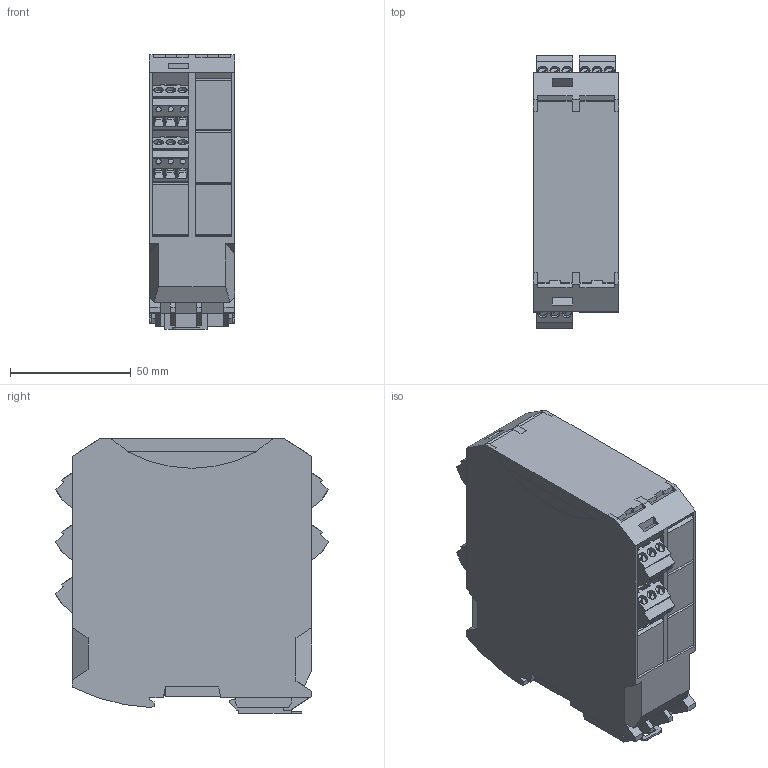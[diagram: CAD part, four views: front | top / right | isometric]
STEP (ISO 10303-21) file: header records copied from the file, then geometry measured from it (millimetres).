
FILE_DESCRIPTION(('Creo Elements/Direct Modeling STEP Export'),'2;1');
FILE_NAME('model.stp','2020-09-18T11:05:38',(''),(''),'Creo Elements/Direct Modeling STEP processor for AP214 (Solid Model)','Creo Elements/Direct Modeling 20.1A 29-Sep-2018 (C) Parametric Technology GmbH','');
FILE_SCHEMA(('AUTOMOTIVE_DESIGN { 1 0 10303 214 1 1 1 1 }'));
Length unit declared in the file: millimetre
Products named in the file (7): MACX-MCR-35_SC-SOCKEL-select; ME_MAX_B-17.5_GY7042-select.1; MSTBTP_2.5__3_GY7035-select.1; ME_MAX_TBUS_BS_GY7042-select.1; MSTBTP-2.5_3_BU-select.1; MSTBTP_2.5__3_BUGY-select; MACX_MCR-35-EX-SC-Group-select
Assembly tree (15 placements, depth 2):
  MACX_MCR-35-EX-SC-Group-select
    MSTBTP_2.5__3_BUGY-select
    MSTBTP_2.5__3_GY7035-select.1  x4
    ME_MAX_B-17.5_GY7042-select.1  x5
    MSTBTP-2.5_3_BU-select.1  x2
    ME_MAX_TBUS_BS_GY7042-select.1  x2
    MACX-MCR-35_SC-SOCKEL-select
Bounding box: 35.2 x 112.74 x 113.5 mm (x, y, z)
Volume: 359085.1 mm3; surface area: 72916.3 mm2
Topology: 15 solids, 15 shells, 2300 faces, 5907 edges, 3844 vertices
Faces by surface type: plane 1946, cylinder 312, cone 42
Entity records: 51045 total; most frequent: ORIENTED_EDGE 7186, CARTESIAN_POINT 6893, DIRECTION 6074, EDGE_CURVE 3593, VECTOR 3000, LINE 3000, VERTEX_POINT 2356, EDGE_LOOP 1545
